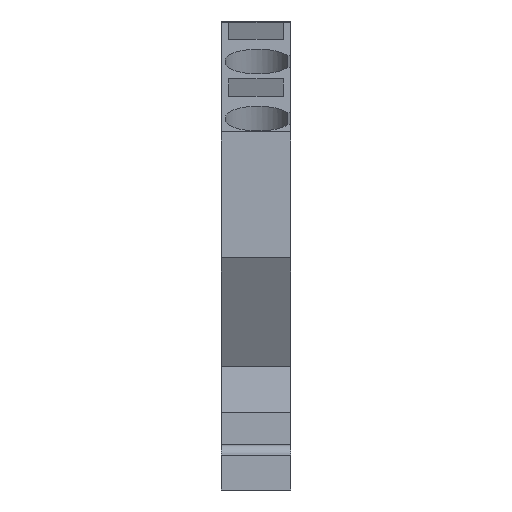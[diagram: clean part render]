
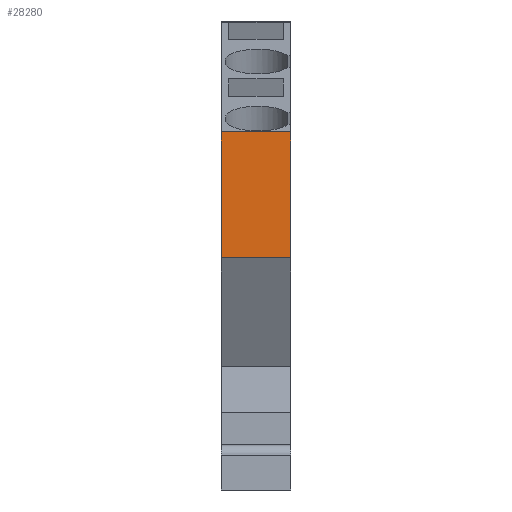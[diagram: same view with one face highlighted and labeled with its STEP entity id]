
A CAD part, front view. The second image highlights one B-rep face of the part: STEP entity #28280.
In plain terms, the highlighted face is planar.
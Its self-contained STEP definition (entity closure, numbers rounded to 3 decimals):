
#5020=CARTESIAN_POINT('',(-106.891,30.401,
0.95));
#5030=VERTEX_POINT('',#5020);
#5060=CARTESIAN_POINT('',(-106.891,15.821,
0.95));
#5070=DIRECTION('',(0.,1.,0.));
#5080=VECTOR('',#5070,1.);
#5090=LINE('',#5060,#5080);
#5100=CARTESIAN_POINT('',(-106.891,41.573,
0.95));
#5110=VERTEX_POINT('',#5100);
#5120=EDGE_CURVE('',#5030,#5110,#5090,.T.);
#17580=CARTESIAN_POINT('',(-106.891,41.573,
0.95));
#17590=DIRECTION('',(0.,0.,-1.));
#17600=VECTOR('',#17590,1.);
#17610=LINE('',#17580,#17600);
#17620=CARTESIAN_POINT('',(-106.891,41.573,
-5.2));
#17630=VERTEX_POINT('',#17620);
#17640=EDGE_CURVE('',#5110,#17630,#17610,.T.);
#28050=CARTESIAN_POINT('',(-106.891,41.573,
0.95));
#28060=DIRECTION('',(-1.,0.,0.));
#28070=DIRECTION('',(0.,1.,0.));
#28080=AXIS2_PLACEMENT_3D('',#28050,#28060,#28070);
#28090=PLANE('',#28080);
#28100=ORIENTED_EDGE('',*,*,#5120,.T.);
#28110=CARTESIAN_POINT('',(-106.891,30.401,
0.95));
#28120=DIRECTION('',(0.,0.,-1.));
#28130=VECTOR('',#28120,1.);
#28140=LINE('',#28110,#28130);
#28150=CARTESIAN_POINT('',(-106.891,30.401,
-5.2));
#28160=VERTEX_POINT('',#28150);
#28170=EDGE_CURVE('',#5030,#28160,#28140,.T.);
#28180=ORIENTED_EDGE('',*,*,#28170,.F.);
#28190=CARTESIAN_POINT('',(-106.891,15.821,
-5.2));
#28200=DIRECTION('',(0.,-1.,0.));
#28210=VECTOR('',#28200,1.);
#28220=LINE('',#28190,#28210);
#28230=EDGE_CURVE('',#17630,#28160,#28220,.T.);
#28240=ORIENTED_EDGE('',*,*,#28230,.T.);
#28250=ORIENTED_EDGE('',*,*,#17640,.T.);
#28260=EDGE_LOOP('',(#28250,#28240,#28180,#28100));
#28270=FACE_OUTER_BOUND('',#28260,.T.);
#28280=ADVANCED_FACE('',(#28270),#28090,.T.);
